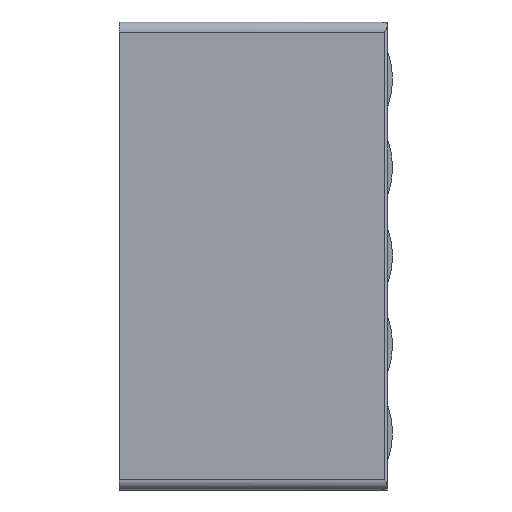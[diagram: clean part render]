
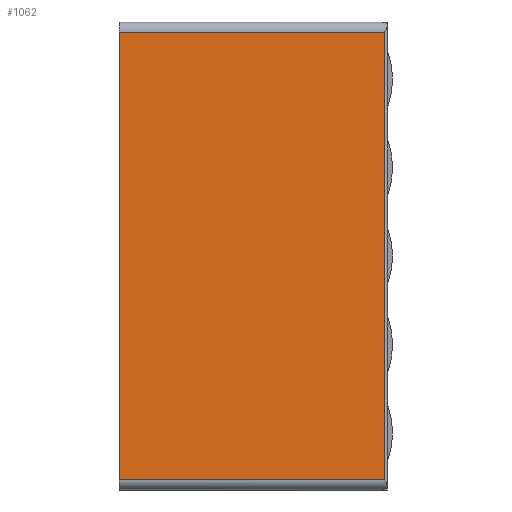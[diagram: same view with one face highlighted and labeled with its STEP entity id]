
A CAD part, front view. The second image highlights one B-rep face of the part: STEP entity #1062.
In plain terms, the highlighted planar face has unit normal (0, -1, 0).
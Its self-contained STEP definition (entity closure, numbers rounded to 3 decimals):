
#757 = ORIENTED_EDGE ( 'NONE', *, *, #2217, .F. ) ;
#868 = DIRECTION ( 'NONE',  ( 0., 0., -1. ) ) ;
#916 = FACE_OUTER_BOUND ( 'NONE', #3064, .T. ) ;
#1012 = DIRECTION ( 'NONE',  ( 0., 0., -1. ) ) ;
#1062 = ADVANCED_FACE ( 'NONE', ( #916 ), #6488, .T. ) ;
#1499 = VECTOR ( 'NONE', #868, 1000. ) ;
#1646 = DIRECTION ( 'NONE',  ( 1., 0., 0. ) ) ;
#1651 = ORIENTED_EDGE ( 'NONE', *, *, #6729, .T. ) ;
#1839 = VERTEX_POINT ( 'NONE', #2181 ) ;
#2106 = LINE ( 'NONE', #4846, #7426 ) ;
#2181 = CARTESIAN_POINT ( 'NONE',  ( 20.67, 0., 0.8 ) ) ;
#2217 = EDGE_CURVE ( 'NONE', #2583, #1839, #5795, .T. ) ;
#2369 = EDGE_CURVE ( 'NONE', #1839, #7138, #2106, .T. ) ;
#2507 = VECTOR ( 'NONE', #3510, 1000. ) ;
#2583 = VERTEX_POINT ( 'NONE', #7160 ) ;
#2752 = ORIENTED_EDGE ( 'NONE', *, *, #5860, .T. ) ;
#3064 = EDGE_LOOP ( 'NONE', ( #1651, #6716, #757, #2752 ) ) ;
#3510 = DIRECTION ( 'NONE',  ( -1., 0., 0. ) ) ;
#3796 = CARTESIAN_POINT ( 'NONE',  ( 0., 0., 0.8 ) ) ;
#3969 = AXIS2_PLACEMENT_3D ( 'NONE', #3796, #4487, #1646 ) ;
#4342 = LINE ( 'NONE', #7121, #1499 ) ;
#4487 = DIRECTION ( 'NONE',  ( 0., -1., 0. ) ) ;
#4846 = CARTESIAN_POINT ( 'NONE',  ( 0., 0., 0.8 ) ) ;
#5795 = LINE ( 'NONE', #8035, #6937 ) ;
#5860 = EDGE_CURVE ( 'NONE', #2583, #8351, #7568, .T. ) ;
#5872 = CARTESIAN_POINT ( 'NONE',  ( 0., 0., 0.8 ) ) ;
#6198 = CARTESIAN_POINT ( 'NONE',  ( 20.67, 0., 35.7 ) ) ;
#6488 = PLANE ( 'NONE',  #3969 ) ;
#6716 = ORIENTED_EDGE ( 'NONE', *, *, #2369, .F. ) ;
#6729 = EDGE_CURVE ( 'NONE', #8351, #7138, #4342, .T. ) ;
#6937 = VECTOR ( 'NONE', #1012, 1000. ) ;
#7072 = DIRECTION ( 'NONE',  ( -1., 0., 0. ) ) ;
#7121 = CARTESIAN_POINT ( 'NONE',  ( 0., 0., 35.7 ) ) ;
#7138 = VERTEX_POINT ( 'NONE', #5872 ) ;
#7160 = CARTESIAN_POINT ( 'NONE',  ( 20.67, 0., 35.7 ) ) ;
#7426 = VECTOR ( 'NONE', #7072, 1000. ) ;
#7568 = LINE ( 'NONE', #6198, #2507 ) ;
#8035 = CARTESIAN_POINT ( 'NONE',  ( 20.67, 0., 0.8 ) ) ;
#8351 = VERTEX_POINT ( 'NONE', #8611 ) ;
#8611 = CARTESIAN_POINT ( 'NONE',  ( 0., 0., 35.7 ) ) ;
